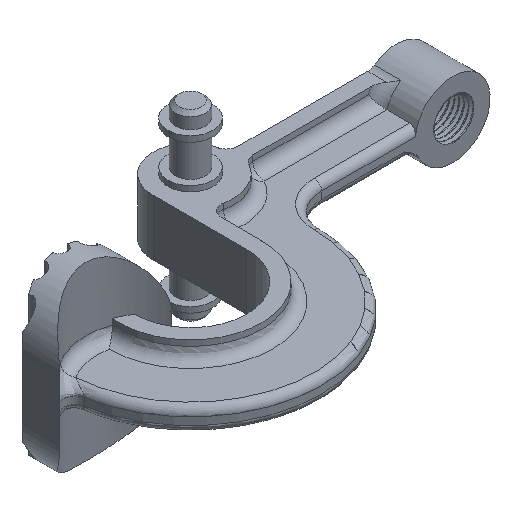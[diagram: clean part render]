
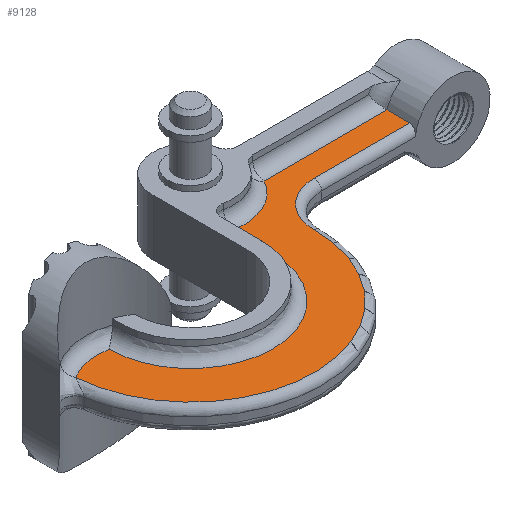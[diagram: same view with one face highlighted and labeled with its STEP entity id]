
A CAD part, isometric view. The second image highlights one B-rep face of the part: STEP entity #9128.
In plain terms, the highlighted planar face has unit normal (0, 0, 1).
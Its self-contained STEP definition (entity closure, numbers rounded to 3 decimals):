
#3 = EDGE_CURVE ( 'NONE', #11396, #11517, #8061, .T. ) ;
#28 = VERTEX_POINT ( 'NONE', #11196 ) ;
#46 = ORIENTED_EDGE ( 'NONE', *, *, #3, .T. ) ;
#163 = DIRECTION ( 'NONE',  ( 1., 0., 0. ) ) ;
#401 = EDGE_CURVE ( 'NONE', #1940, #6867, #7109, .T. ) ;
#422 = AXIS2_PLACEMENT_3D ( 'NONE', #4281, #1326, #5324 ) ;
#670 = DIRECTION ( 'NONE',  ( 0., -1., 0. ) ) ;
#779 = EDGE_CURVE ( 'NONE', #11396, #3785, #7678, .T. ) ;
#1079 = CARTESIAN_POINT ( 'NONE',  ( 0., -13., 3. ) ) ;
#1207 = DIRECTION ( 'NONE',  ( 0., 0., 1. ) ) ;
#1326 = DIRECTION ( 'NONE',  ( 0., 0., -1. ) ) ;
#1442 = ORIENTED_EDGE ( 'NONE', *, *, #1719, .T. ) ;
#1468 = CARTESIAN_POINT ( 'NONE',  ( 45.461, -43.284, 3. ) ) ;
#1618 = CARTESIAN_POINT ( 'NONE',  ( -3., -14.142, 3. ) ) ;
#1719 = EDGE_CURVE ( 'NONE', #28, #12921, #6068, .T. ) ;
#1777 = CARTESIAN_POINT ( 'NONE',  ( 0., 0., 3. ) ) ;
#1842 = DIRECTION ( 'NONE',  ( 1., 0., 0. ) ) ;
#1940 = VERTEX_POINT ( 'NONE', #2673 ) ;
#2086 = DIRECTION ( 'NONE',  ( -1., 0., 0. ) ) ;
#2187 = LINE ( 'NONE', #1079, #5038 ) ;
#2517 = ORIENTED_EDGE ( 'NONE', *, *, #779, .F. ) ;
#2673 = CARTESIAN_POINT ( 'NONE',  ( 8., -25., 3. ) ) ;
#2823 = DIRECTION ( 'NONE',  ( 0., 0., -1. ) ) ;
#3005 = ORIENTED_EDGE ( 'NONE', *, *, #8593, .T. ) ;
#3040 = CARTESIAN_POINT ( 'NONE',  ( 12.649, -7., 3. ) ) ;
#3338 = DIRECTION ( 'NONE',  ( 1., 0., 0. ) ) ;
#3403 = CIRCLE ( 'NONE', #4257, 33. ) ;
#3408 = VERTEX_POINT ( 'NONE', #4254 ) ;
#3652 = FACE_OUTER_BOUND ( 'NONE', #9405, .T. ) ;
#3785 = VERTEX_POINT ( 'NONE', #6594 ) ;
#4168 = LINE ( 'NONE', #8173, #8005 ) ;
#4254 = CARTESIAN_POINT ( 'NONE',  ( -57.922, -27.263, 3. ) ) ;
#4257 = AXIS2_PLACEMENT_3D ( 'NONE', #10361, #11391, #3338 ) ;
#4281 = CARTESIAN_POINT ( 'NONE',  ( -25., -25., 3. ) ) ;
#4726 = CIRCLE ( 'NONE', #11426, 14.457 ) ;
#4768 = DIRECTION ( 'NONE',  ( 0., 0., 1. ) ) ;
#5038 = VECTOR ( 'NONE', #163, 1000. ) ;
#5077 = CARTESIAN_POINT ( 'NONE',  ( -50., -40., 3. ) ) ;
#5154 = ORIENTED_EDGE ( 'NONE', *, *, #7233, .T. ) ;
#5234 = VECTOR ( 'NONE', #670, 1000. ) ;
#5299 = AXIS2_PLACEMENT_3D ( 'NONE', #11758, #4768, #12667 ) ;
#5309 = EDGE_CURVE ( 'NONE', #11517, #6770, #4726, .T. ) ;
#5324 = DIRECTION ( 'NONE',  ( 1., 0., 0. ) ) ;
#6061 = DIRECTION ( 'NONE',  ( 1., 0., 0. ) ) ;
#6068 = CIRCLE ( 'NONE', #422, 22. ) ;
#6594 = CARTESIAN_POINT ( 'NONE',  ( 45.461, -13., 3. ) ) ;
#6770 = VERTEX_POINT ( 'NONE', #1618 ) ;
#6867 = VERTEX_POINT ( 'NONE', #7845 ) ;
#6909 = CIRCLE ( 'NONE', #10668, 15. ) ;
#7109 = CIRCLE ( 'NONE', #12521, 12. ) ;
#7140 = CARTESIAN_POINT ( 'NONE',  ( 12.649, -7., 3. ) ) ;
#7233 = EDGE_CURVE ( 'NONE', #6770, #28, #4168, .T. ) ;
#7411 = ORIENTED_EDGE ( 'NONE', *, *, #11593, .T. ) ;
#7651 = PLANE ( 'NONE',  #5299 ) ;
#7678 = LINE ( 'NONE', #1468, #5234 ) ;
#7845 = CARTESIAN_POINT ( 'NONE',  ( 20., -13., 3. ) ) ;
#8005 = VECTOR ( 'NONE', #10199, 1000. ) ;
#8061 = LINE ( 'NONE', #7140, #11085 ) ;
#8173 = CARTESIAN_POINT ( 'NONE',  ( -3., -25., 3. ) ) ;
#8593 = EDGE_CURVE ( 'NONE', #3408, #1940, #3403, .T. ) ;
#8753 = CARTESIAN_POINT ( 'NONE',  ( -46.998, -25.303, 3. ) ) ;
#9011 = CARTESIAN_POINT ( 'NONE',  ( 45.461, -7., 3. ) ) ;
#9128 = ADVANCED_FACE ( 'NONE', ( #3652 ), #7651, .T. ) ;
#9206 = DIRECTION ( 'NONE',  ( 1., 0., 0. ) ) ;
#9363 = ORIENTED_EDGE ( 'NONE', *, *, #401, .T. ) ;
#9405 = EDGE_LOOP ( 'NONE', ( #1442, #7411, #3005, #9363, #11667, #2517, #46, #12554, #5154 ) ) ;
#10199 = DIRECTION ( 'NONE',  ( 0., -1., 0. ) ) ;
#10361 = CARTESIAN_POINT ( 'NONE',  ( -25., -25., 3. ) ) ;
#10668 = AXIS2_PLACEMENT_3D ( 'NONE', #5077, #1207, #9206 ) ;
#11046 = DIRECTION ( 'NONE',  ( 0., 0., -1. ) ) ;
#11085 = VECTOR ( 'NONE', #2086, 1000. ) ;
#11196 = CARTESIAN_POINT ( 'NONE',  ( -3., -25., 3. ) ) ;
#11391 = DIRECTION ( 'NONE',  ( 0., 0., 1. ) ) ;
#11396 = VERTEX_POINT ( 'NONE', #9011 ) ;
#11410 = EDGE_CURVE ( 'NONE', #6867, #3785, #2187, .T. ) ;
#11426 = AXIS2_PLACEMENT_3D ( 'NONE', #1777, #2823, #1842 ) ;
#11517 = VERTEX_POINT ( 'NONE', #3040 ) ;
#11593 = EDGE_CURVE ( 'NONE', #12921, #3408, #6909, .T. ) ;
#11667 = ORIENTED_EDGE ( 'NONE', *, *, #11410, .T. ) ;
#11758 = CARTESIAN_POINT ( 'NONE',  ( 0., 0., 3. ) ) ;
#12008 = CARTESIAN_POINT ( 'NONE',  ( 20., -25., 3. ) ) ;
#12521 = AXIS2_PLACEMENT_3D ( 'NONE', #12008, #11046, #6061 ) ;
#12554 = ORIENTED_EDGE ( 'NONE', *, *, #5309, .T. ) ;
#12667 = DIRECTION ( 'NONE',  ( 1., 0., 0. ) ) ;
#12921 = VERTEX_POINT ( 'NONE', #8753 ) ;
